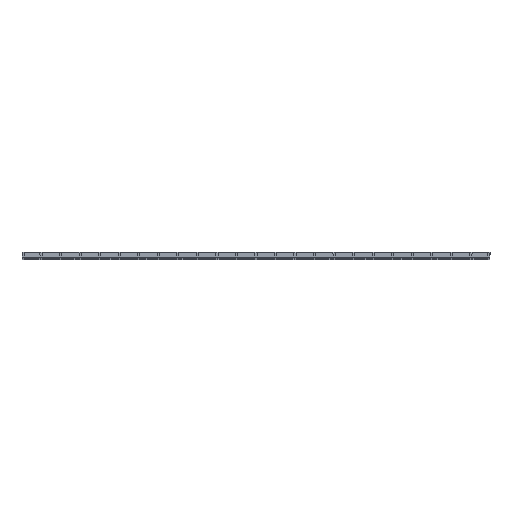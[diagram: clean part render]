
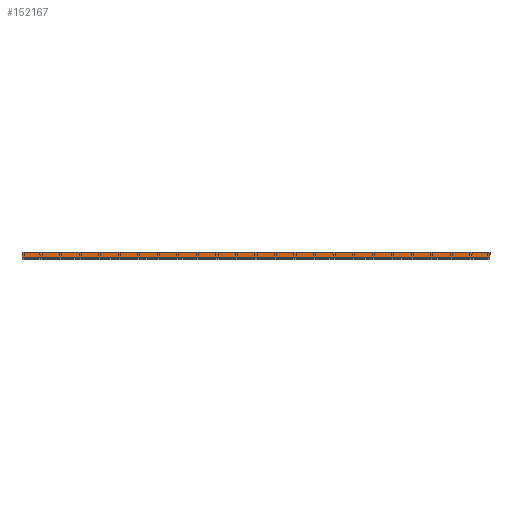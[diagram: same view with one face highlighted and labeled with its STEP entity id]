
A CAD part, top view. The second image highlights one B-rep face of the part: STEP entity #152167.
In plain terms, the highlighted planar face has unit normal (0, -0.021, 1).
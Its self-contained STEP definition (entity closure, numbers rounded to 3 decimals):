
#10385=FACE_OUTER_BOUND('',#17303,.T.);
#17303=EDGE_LOOP('',(#124492,#124493,#124494,#124495));
#41501=LINE('',#235162,#62249);
#41504=LINE('',#235168,#62252);
#41505=LINE('',#235170,#62253);
#41506=LINE('',#235171,#62254);
#62249=VECTOR('',#193663,10.);
#62252=VECTOR('',#193668,10.);
#62253=VECTOR('',#193669,10.);
#62254=VECTOR('',#193670,10.);
#76085=VERTEX_POINT('',#235159);
#76086=VERTEX_POINT('',#235161);
#76088=VERTEX_POINT('',#235167);
#76089=VERTEX_POINT('',#235169);
#96829=EDGE_CURVE('',#76086,#76085,#41501,.T.);
#96832=EDGE_CURVE('',#76085,#76088,#41504,.T.);
#96833=EDGE_CURVE('',#76089,#76088,#41505,.T.);
#96834=EDGE_CURVE('',#76089,#76086,#41506,.T.);
#124492=ORIENTED_EDGE('',*,*,#96832,.T.);
#124493=ORIENTED_EDGE('',*,*,#96833,.F.);
#124494=ORIENTED_EDGE('',*,*,#96834,.T.);
#124495=ORIENTED_EDGE('',*,*,#96829,.T.);
#145249=PLANE('',#159093);
#152167=ADVANCED_FACE('',(#10385),#145249,.T.);
#159093=AXIS2_PLACEMENT_3D('',#235166,#193666,#193667);
#193663=DIRECTION('',(0.021,1.,0.021));
#193666=DIRECTION('center_axis',(0.,-0.021,1.));
#193667=DIRECTION('ref_axis',(1.,0.,0.));
#193668=DIRECTION('',(-1.,0.,0.));
#193669=DIRECTION('',(-0.021,1.,0.021));
#193670=DIRECTION('',(1.,0.,0.));
#235159=CARTESIAN_POINT('',(610.262,12.5,1829.262));
#235161=CARTESIAN_POINT('',(610.,0.,1829.));
#235162=CARTESIAN_POINT('',(609.198,-38.278,1828.198));
#235166=CARTESIAN_POINT('Origin',(610.,0.,1829.));
#235167=CARTESIAN_POINT('',(-610.262,12.5,1829.262));
#235168=CARTESIAN_POINT('',(-610.,12.5,1829.262));
#235169=CARTESIAN_POINT('',(-610.,0.,1829.));
#235170=CARTESIAN_POINT('',(-609.733,-12.766,1828.733));
#235171=CARTESIAN_POINT('',(-610.,0.,1829.));
